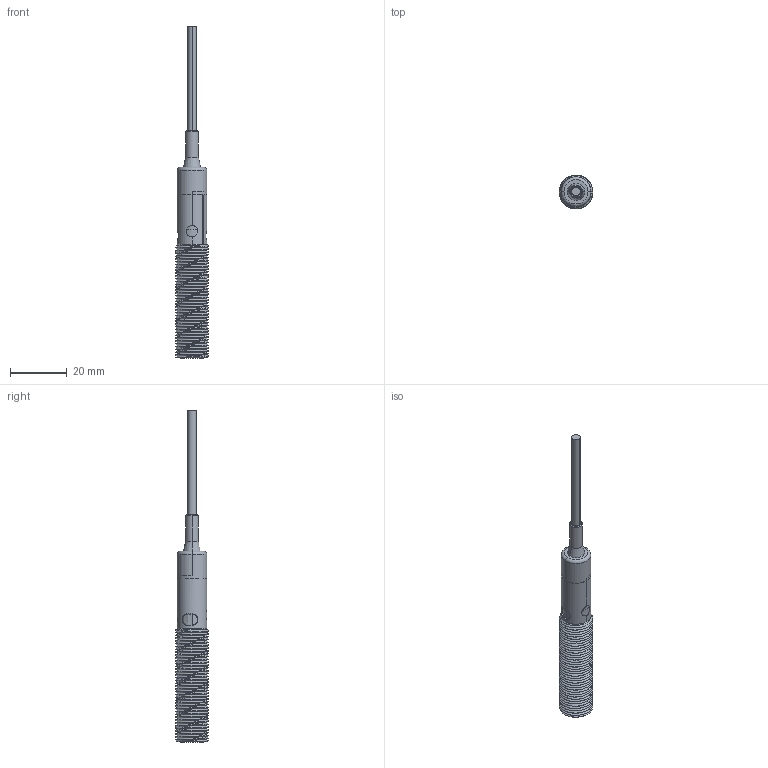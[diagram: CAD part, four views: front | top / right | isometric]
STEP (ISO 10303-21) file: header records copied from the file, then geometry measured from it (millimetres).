
FILE_DESCRIPTION((''),'2;1');
FILE_NAME('137701_SM01_ASM','2022-03-30T08:12:17',('PDMAdmin'),('BANNER ENGINEERING'),'CREO PARAMETRIC BY PTC INC, 2019292','CREO PARAMETRIC BY PTC INC, 2019292','');
FILE_SCHEMA(('CONFIG_CONTROL_DESIGN'));
Products named in the file (3): 137701_EP01; CABLE_125; 137701_SM01_ASM
Assembly tree (2 placements, depth 2):
  137701_SM01_ASM
    137701_EP01
    CABLE_125
Bounding box: 11.88 x 11.88 x 117.5 mm (x, y, z)
Volume: 7062.3 mm3; surface area: 5556.3 mm2
Topology: 3 solids, 3 shells, 180 faces, 490 edges, 319 vertices
Faces by surface type: cylinder 103, bspline 32, plane 26, cone 17, torus 2
Entity records: 20938 total; most frequent: CARTESIAN_POINT 16778, ORIENTED_EDGE 980, DIRECTION 637, EDGE_CURVE 490, VERTEX_POINT 319, B_SPLINE_CURVE_WITH_KNOTS 237, AXIS2_PLACEMENT_3D 231, EDGE_LOOP 197
